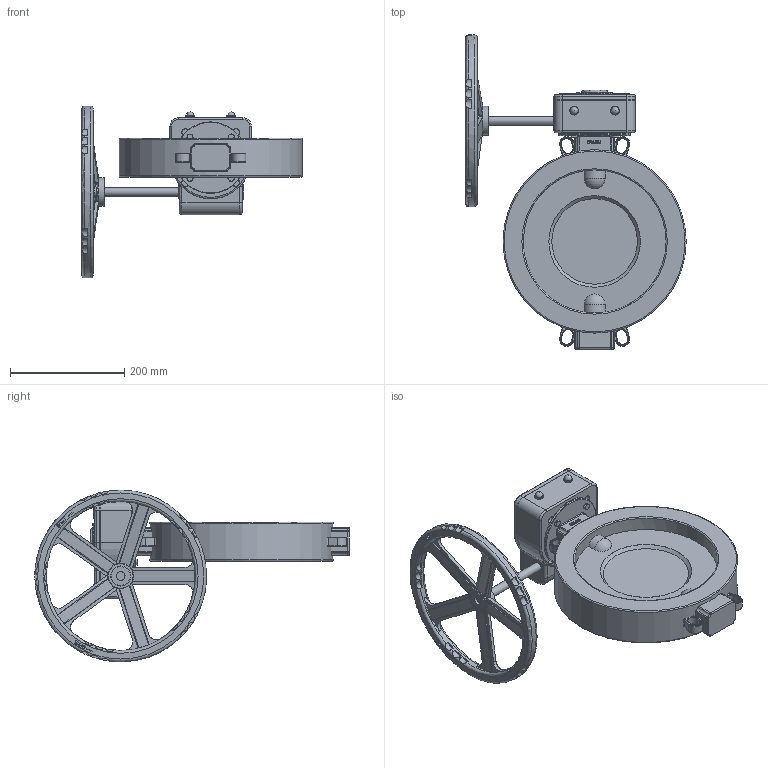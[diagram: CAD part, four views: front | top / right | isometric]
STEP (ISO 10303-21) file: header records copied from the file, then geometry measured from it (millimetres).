
FILE_DESCRIPTION(/* description */ (''),/* implementation_level */ '2;1');
FILE_NAME(/* name */ 'DN250_3D_STEP.stp',/* time_stamp */ '2024-12-02T02:28:27+03:00',/* author */ ('igorr'),/* organization */ (''),/* preprocessor_version */ 'ST-DEVELOPER v20',/* originating_system */ 'Autodesk Inventor 2025',/* authorisation */ '');
FILE_SCHEMA (('AUTOMOTIVE_DESIGN { 1 0 10303 214 3 1 1 }'));
Products named in the file (7): Сборка; Деталь; Сборка_1; Деталь 2; Деталь1; BS 4168 - M10 x 16; AS 1110 - M6 x 12
Assembly tree (12 placements, depth 3):
  Сборка
    Деталь
    Сборка_1
      Деталь 2
      Деталь1
      BS 4168 - M10 x 16  x4
    AS 1110 - M6 x 12  x4
Bounding box: 385 x 549 x 300 mm (x, y, z)
Volume: 4935925.4 mm3; surface area: 587939.9 mm2
Topology: 12 solids, 12 shells, 1852 faces, 4421 edges, 2654 vertices
Faces by surface type: plane 609, cylinder 551, bspline 325, torus 215, sphere 96, cone 56
Full cylindrical faces by diameter (mm): 6 x4, 8 x4, 10 x12, 12 x4, 15 x12, 20 x4, 25 x1, 25.4 x1, 32.7 x1, 35 x1, 43 x1, 44 x1, 45 x1, 50 x1, 65 x1, 125 x1, 160 x2, 250 x1, 260 x1, 300 x1, 320 x1
Entity records: 64393 total; most frequent: CARTESIAN_POINT 23113, ORIENTED_EDGE 8344, DIRECTION 8027, EDGE_CURVE 4172, AXIS2_PLACEMENT_3D 3071, VERTEX_POINT 2504, LINE 1885, VECTOR 1885
